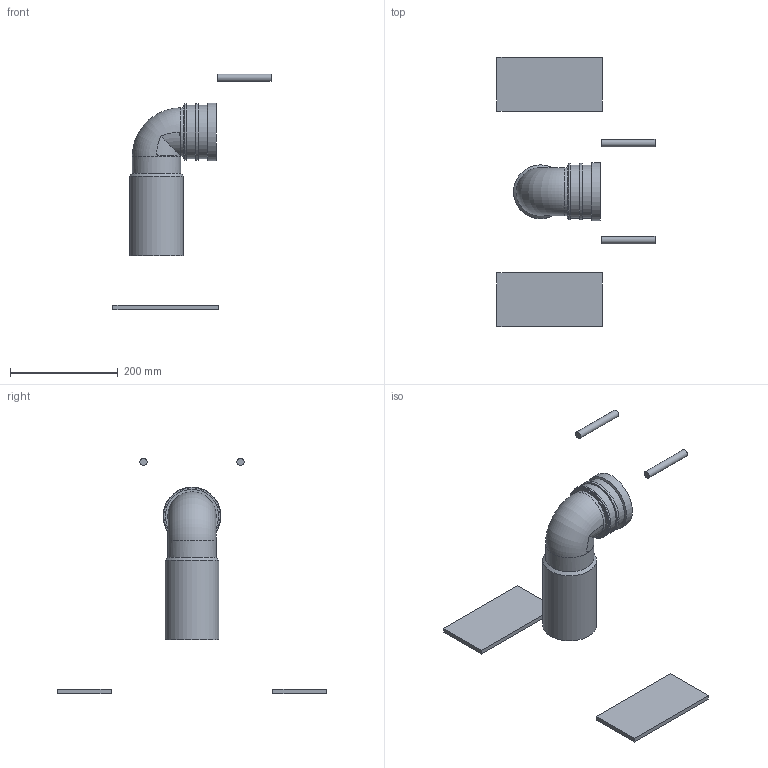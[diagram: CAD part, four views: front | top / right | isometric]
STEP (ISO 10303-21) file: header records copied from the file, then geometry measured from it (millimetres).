
FILE_DESCRIPTION(/* description */ ('Unknown'),/* implementation_level */ '2;1');
FILE_NAME(/* name */ '38340001',/* time_stamp */ '2022-08-26T09:20:40+02:00',/* author */ ('Unknown'),/* organization */ ('GROHE AG'),/* preprocessor_version */ 'ST-DEVELOPER v16.7',/* originating_system */ 'DEX',/* authorisation */ $);
FILE_SCHEMA (('AUTOMOTIVE_DESIGN {1 0 10303 214 3 1 1}'));
Length unit declared in the file: millimetre
Products named in the file (6): 38340001; 38340001_0; 38340001_1; 38340001_2; id149
Assembly tree (5 placements, depth 2):
  38340001
    38340001
    38340001_0
    38340001_1
    38340001_2
    id149
Bounding box: 293.25 x 500 x 437.25 mm (x, y, z)
Volume: 2714834.4 mm3; surface area: 218273.4 mm2
Topology: 5 solids, 5 shells, 39 faces, 76 edges, 46 vertices
Faces by surface type: plane 20, cylinder 13, cone 5, torus 1
Full cylindrical faces by diameter (mm): 13.5 x2, 89.495 x1, 89.5 x1, 99 x3, 100 x1, 105 x2, 107.45 x1
Entity records: 1153 total; most frequent: CARTESIAN_POINT 291, DIRECTION 160, ORIENTED_EDGE 110, AXIS2_PLACEMENT_3D 68, EDGE_LOOP 57, FACE_BOUND 57, EDGE_CURVE 55, VERTEX_POINT 44
